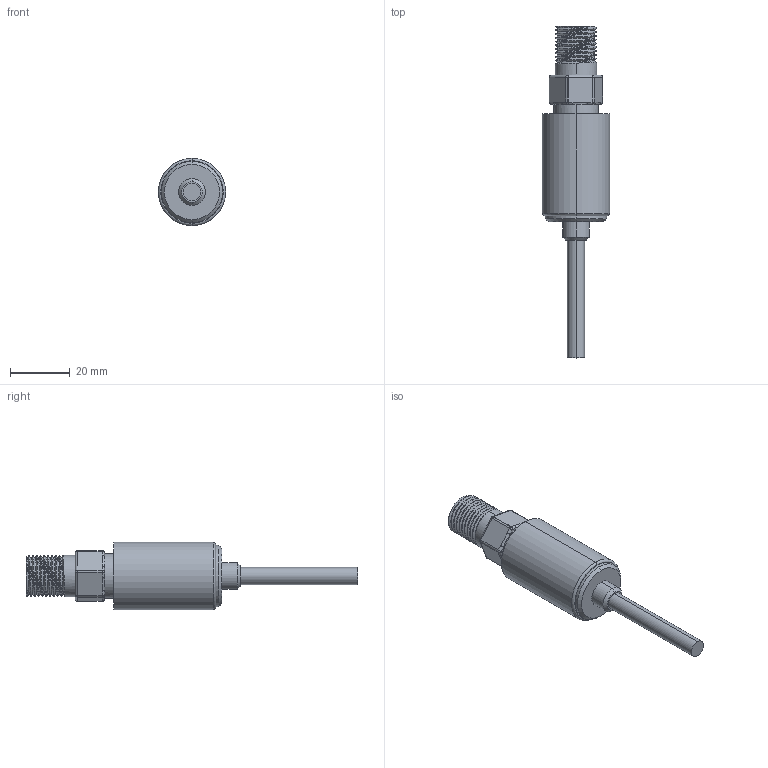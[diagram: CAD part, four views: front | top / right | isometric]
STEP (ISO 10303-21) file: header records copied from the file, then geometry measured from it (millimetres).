
FILE_DESCRIPTION (( 'STEP AP214' ), '1' );
FILE_NAME ('A-100-APS.STEP', '2020-04-24T20:41:57', ( '' ), ( '' ), 'SwSTEP 2.0', 'SolidWorks 2020', '' );
FILE_SCHEMA (( 'AUTOMOTIVE_DESIGN' ));
Length unit declared in the file: millimetre
Products named in the file (1): A-100-APS
Bounding box: 22.5 x 111 x 22.5 mm (x, y, z)
Volume: 20293.6 mm3; surface area: 6018.7 mm2
Topology: 1 solids, 1 shells, 107 faces, 255 edges, 144 vertices
Faces by surface type: cylinder 58, plane 22, sphere 12, bspline 9, cone 4, torus 2
Entity records: 5291 total; most frequent: CARTESIAN_POINT 2463, ORIENTED_EDGE 486, DIRECTION 479, EDGE_CURVE 243, AXIS2_PLACEMENT_3D 196, VERTEX_POINT 144, EDGE_LOOP 113, FACE_OUTER_BOUND 107
